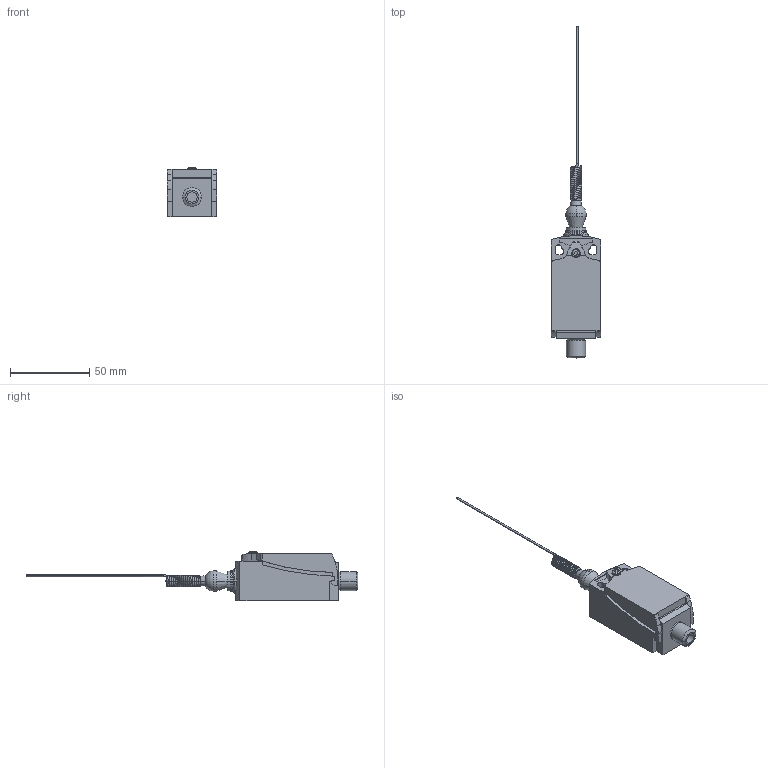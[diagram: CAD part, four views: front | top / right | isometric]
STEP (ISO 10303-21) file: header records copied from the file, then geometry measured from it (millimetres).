
FILE_DESCRIPTION(('STEP AP242'),'1');
FILE_NAME('switch_xckd2106m12.stp','2021-05-21T04:45:11',('TraceParts'),('TraceParts S.A.'),'Spatial InterOp 3D',' ',' ');
FILE_SCHEMA(('AP242_MANAGED_MODEL_BASED_3D_ENGINEERING_MIM_LF {1 0 10303 442 1 1 4}'));
Length unit declared in the file: millimetre
Products named in the file (1): switch_xckd2106m12
Bounding box: 31 x 209 x 31.34 mm (x, y, z)
Volume: 58409.2 mm3; surface area: 14610.7 mm2
Topology: 1 solids, 1 shells, 317 faces, 784 edges, 469 vertices
Faces by surface type: torus 151, plane 86, cylinder 60, cone 12, sphere 6, revolution 2
Entity records: 11898 total; most frequent: CARTESIAN_POINT 4354, DIRECTION 1682, ORIENTED_EDGE 1552, EDGE_CURVE 776, AXIS2_PLACEMENT_3D 710, VERTEX_POINT 469, CIRCLE 388, EDGE_LOOP 331
